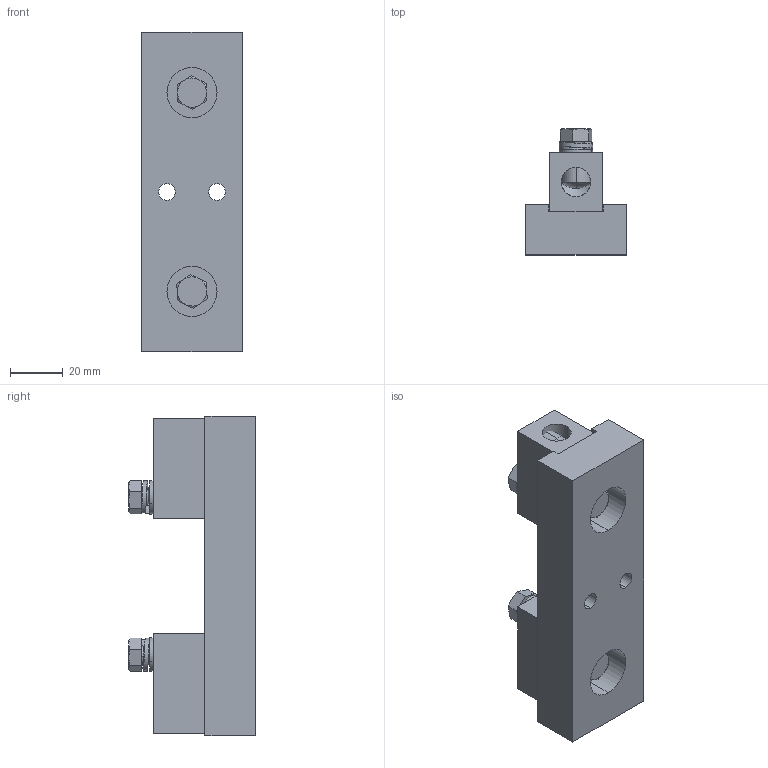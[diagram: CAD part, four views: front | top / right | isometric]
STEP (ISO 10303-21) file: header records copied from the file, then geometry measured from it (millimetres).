
FILE_DESCRIPTION (( 'STEP AP214' ), '1' );
FILE_NAME ('700059reva.STEP', '2013-05-10T15:00:38', ( '' ), ( '' ), 'SwSTEP 2.0', 'SolidWorks 2012', '' );
FILE_SCHEMA (( 'AUTOMOTIVE_DESIGN' ));
Length unit declared in the file: inch
Products named in the file (1): 700059reva
Bounding box: 38.1 x 47.96 x 121.41 mm (x, y, z)
Volume: 107462.8 mm3; surface area: 34319.2 mm2
Topology: 13 solids, 13 shells, 424 faces, 1028 edges, 644 vertices
Faces by surface type: cone 192, cylinder 120, plane 96, torus 12, bspline 4
Entity records: 18736 total; most frequent: CARTESIAN_POINT 2845, DIRECTION 2302, ORIENTED_EDGE 2040, EDGE_CURVE 1020, AXIS2_PLACEMENT_3D 937, VERTEX_POINT 644, CIRCLE 516, EDGE_LOOP 466
